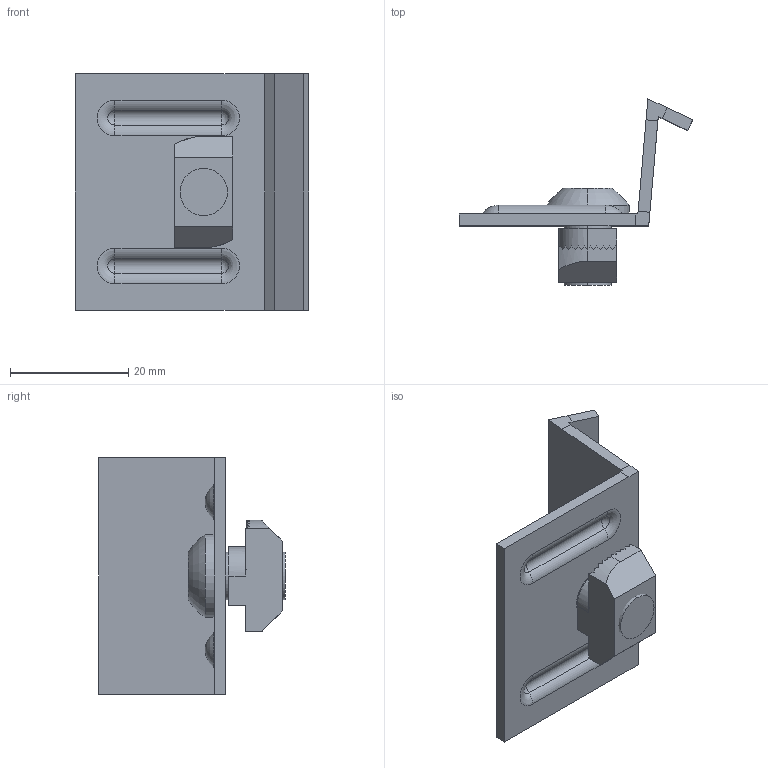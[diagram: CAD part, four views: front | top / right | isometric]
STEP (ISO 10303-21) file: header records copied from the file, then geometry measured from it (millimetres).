
FILE_DESCRIPTION (( 'STEP AP214' ), '1' );
FILE_NAME ('5901250_KSTP1.stp', '2026-02-26T14:43:23', ( '' ), ( '' ), 'SwSTEP 2.0', 'SolidWorks 2024', '' );
FILE_SCHEMA (( 'AUTOMOTIVE_DESIGN' ));
Length unit declared in the file: millimetre
Products named in the file (5): 246010_ISO 7380-1 - TX 40 - M8x12.stp; 243512.stp; 5901250_KSTP1.stp; 228332.stp; 5901250_KSTP1
Assembly tree (4 placements, depth 3):
  5901250_KSTP1
    5901250_KSTP1.stp
      243512.stp
      246010_ISO 7380-1 - TX 40 - M8x12.stp
      228332.stp
Bounding box: 39.44 x 31.45 x 40 mm (x, y, z)
Volume: 6442.4 mm3; surface area: 6668.5 mm2
Topology: 3 solids, 3 shells, 132 faces, 366 edges, 237 vertices
Faces by surface type: plane 75, cylinder 39, torus 10, sphere 8
Entity records: 4261 total; most frequent: CARTESIAN_POINT 878, ORIENTED_EDGE 700, DIRECTION 681, EDGE_CURVE 350, AXIS2_PLACEMENT_3D 244, VERTEX_POINT 229, VECTOR 193, LINE 193
